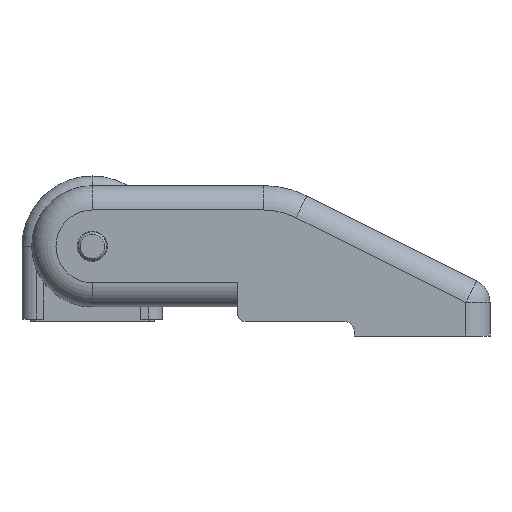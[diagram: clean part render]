
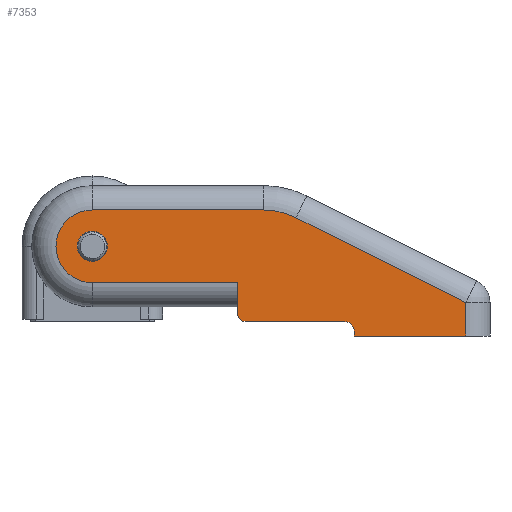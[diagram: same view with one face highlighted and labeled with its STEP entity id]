
A CAD part, front view. The second image highlights one B-rep face of the part: STEP entity #7353.
In plain terms, the highlighted face is planar.
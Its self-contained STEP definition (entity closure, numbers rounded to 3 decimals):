
#261 = CARTESIAN_POINT ( 'NONE',  ( -30., 14., 79. ) ) ;
#284 = CARTESIAN_POINT ( 'NONE',  ( -54., 18.5, 79. ) ) ;
#306 = CARTESIAN_POINT ( 'NONE',  ( 0., -7.5, 79. ) ) ;
#371 = CARTESIAN_POINT ( 'NONE',  ( 3.1, 0., 79. ) ) ;
#372 = CARTESIAN_POINT ( 'NONE',  ( -52., 15.5, 79. ) ) ;
#374 = CARTESIAN_POINT ( 'NONE',  ( -41.987, -5.916, 79. ) ) ;
#386 = CARTESIAN_POINT ( 'NONE',  ( -3.1, 0., 79. ) ) ;
#394 = CARTESIAN_POINT ( 'NONE',  ( -30., 7.5, 79. ) ) ;
#396 = CARTESIAN_POINT ( 'NONE',  ( -77., 18.5, 79. ) ) ;
#773 = CARTESIAN_POINT ( 'NONE',  ( -77., 11.59, 79. ) ) ;
#839 = CARTESIAN_POINT ( 'NONE',  ( -35.279, -7.5, 79. ) ) ;
#900 = CARTESIAN_POINT ( 'NONE',  ( -31.5, 15.5, 79. ) ) ;
#921 = CARTESIAN_POINT ( 'NONE',  ( 0., 7.5, 79. ) ) ;
#924 = CARTESIAN_POINT ( 'NONE',  ( -54., 17.5, 79. ) ) ;
#1232 = AXIS2_PLACEMENT_3D ( 'NONE', #5239, #5240, #5241 ) ;
#1326 = EDGE_CURVE ( 'NONE', #3953, #8223, #1652, .T. ) ;
#1336 = EDGE_CURVE ( 'NONE', #8120, #3953, #7440, .T. ) ;
#1358 = CARTESIAN_POINT ( 'NONE',  ( 0., 0., 79. ) ) ;
#1359 = DIRECTION ( 'NONE',  ( 0., 0., 1. ) ) ;
#1360 = DIRECTION ( 'NONE',  ( -1., 0., 0. ) ) ;
#1501 = CARTESIAN_POINT ( 'NONE',  ( -30., 14., 79. ) ) ;
#1502 = DIRECTION ( 'NONE',  ( 0., 1., 0. ) ) ;
#1652 = LINE ( 'NONE', #4902, #7097 ) ;
#1749 = LINE ( 'NONE', #3534, #6952 ) ;
#1759 = LINE ( 'NONE', #3450, #6998 ) ;
#1760 = LINE ( 'NONE', #3540, #6971 ) ;
#1998 = EDGE_CURVE ( 'NONE', #8223, #3962, #6945, .T. ) ;
#1999 = EDGE_CURVE ( 'NONE', #8237, #8222, #7021, .T. ) ;
#2002 = EDGE_CURVE ( 'NONE', #8143, #8247, #1749, .T. ) ;
#2009 = EDGE_CURVE ( 'NONE', #3962, #8143, #1760, .T. ) ;
#2012 = EDGE_CURVE ( 'NONE', #3964, #8245, #1759, .T. ) ;
#2121 = CIRCLE ( 'NONE', #2123, 3.1 ) ;
#2123 = AXIS2_PLACEMENT_3D ( 'NONE', #6289, #6302, #6251 ) ;
#2779 = EDGE_LOOP ( 'NONE', ( #6027, #6052 ) ) ;
#2874 = EDGE_LOOP ( 'NONE', ( #5976, #4200, #6054, #5926, #4201, #4202, #4203, #4204, #4206, #4205, #4207, #4208 ) ) ;
#3414 = DIRECTION ( 'NONE',  ( 0., 1., 0. ) ) ;
#3436 = DIRECTION ( 'NONE',  ( 0., 0., -1. ) ) ;
#3450 = CARTESIAN_POINT ( 'NONE',  ( -35.279, 7.5, 79. ) ) ;
#3453 = DIRECTION ( 'NONE',  ( -1., 0., 0. ) ) ;
#3468 = DIRECTION ( 'NONE',  ( 0., 0., -1. ) ) ;
#3502 = CARTESIAN_POINT ( 'NONE',  ( 0., 0., 79. ) ) ;
#3505 = DIRECTION ( 'NONE',  ( 1., 0., 0. ) ) ;
#3532 = DIRECTION ( 'NONE',  ( -1., 0., 0. ) ) ;
#3534 = CARTESIAN_POINT ( 'NONE',  ( -82., 18.5, 79. ) ) ;
#3540 = CARTESIAN_POINT ( 'NONE',  ( -54., 18.5, 79. ) ) ;
#3580 = CARTESIAN_POINT ( 'NONE',  ( -52., 17.5, 79. ) ) ;
#3584 = DIRECTION ( 'NONE',  ( -1., 0., 0. ) ) ;
#3873 = LINE ( 'NONE', #6929, #7630 ) ;
#3874 = LINE ( 'NONE', #6931, #7632 ) ;
#3875 = LINE ( 'NONE', #6936, #7634 ) ;
#3899 = LINE ( 'NONE', #1501, #7495 ) ;
#3953 = VERTEX_POINT ( 'NONE', #900 ) ;
#3962 = VERTEX_POINT ( 'NONE', #924 ) ;
#3964 = VERTEX_POINT ( 'NONE', #921 ) ;
#3979 = VERTEX_POINT ( 'NONE', #773 ) ;
#3987 = VERTEX_POINT ( 'NONE', #839 ) ;
#4200 = ORIENTED_EDGE ( 'NONE', *, *, #7271, .T. ) ;
#4201 = ORIENTED_EDGE ( 'NONE', *, *, #1998, .T. ) ;
#4202 = ORIENTED_EDGE ( 'NONE', *, *, #2009, .T. ) ;
#4203 = ORIENTED_EDGE ( 'NONE', *, *, #2002, .T. ) ;
#4204 = ORIENTED_EDGE ( 'NONE', *, *, #7218, .T. ) ;
#4205 = ORIENTED_EDGE ( 'NONE', *, *, #7220, .T. ) ;
#4206 = ORIENTED_EDGE ( 'NONE', *, *, #7219, .T. ) ;
#4207 = ORIENTED_EDGE ( 'NONE', *, *, #7221, .T. ) ;
#4208 = ORIENTED_EDGE ( 'NONE', *, *, #7222, .T. ) ;
#4836 = DIRECTION ( 'NONE',  ( -1., 0., 0. ) ) ;
#4842 = DIRECTION ( 'NONE',  ( -1., 0., 0. ) ) ;
#4852 = DIRECTION ( 'NONE',  ( 0., 0., 1. ) ) ;
#4857 = CARTESIAN_POINT ( 'NONE',  ( -31.5, 14., 79. ) ) ;
#4902 = CARTESIAN_POINT ( 'NONE',  ( -52., 15.5, 79. ) ) ;
#5238 = PLANE ( 'NONE',  #1232 ) ;
#5239 = CARTESIAN_POINT ( 'NONE',  ( -35.279, 7.5, 79. ) ) ;
#5240 = DIRECTION ( 'NONE',  ( 0., 0., -1. ) ) ;
#5241 = DIRECTION ( 'NONE',  ( -1., 0., 0. ) ) ;
#5521 = FACE_BOUND ( 'NONE', #2779, .T. ) ;
#5522 = FACE_OUTER_BOUND ( 'NONE', #2874, .T. ) ;
#5926 = ORIENTED_EDGE ( 'NONE', *, *, #1326, .T. ) ;
#5976 = ORIENTED_EDGE ( 'NONE', *, *, #2012, .T. ) ;
#6027 = ORIENTED_EDGE ( 'NONE', *, *, #1999, .T. ) ;
#6052 = ORIENTED_EDGE ( 'NONE', *, *, #7114, .T. ) ;
#6054 = ORIENTED_EDGE ( 'NONE', *, *, #1336, .T. ) ;
#6251 = DIRECTION ( 'NONE',  ( -1., 0., 0. ) ) ;
#6289 = CARTESIAN_POINT ( 'NONE',  ( 0., 0., 79. ) ) ;
#6302 = DIRECTION ( 'NONE',  ( 0., 0., -1. ) ) ;
#6929 = CARTESIAN_POINT ( 'NONE',  ( -77., 7.5, 79. ) ) ;
#6930 = DIRECTION ( 'NONE',  ( 0., -1., 0. ) ) ;
#6931 = CARTESIAN_POINT ( 'NONE',  ( -41.987, -5.916, 79. ) ) ;
#6932 = DIRECTION ( 'NONE',  ( 0.894, -0.447, 0. ) ) ;
#6933 = CARTESIAN_POINT ( 'NONE',  ( -35.279, 7.5, 79. ) ) ;
#6934 = DIRECTION ( 'NONE',  ( 0., 0., 1. ) ) ;
#6935 = DIRECTION ( 'NONE',  ( -1., 0., 0. ) ) ;
#6936 = CARTESIAN_POINT ( 'NONE',  ( -35.279, -7.5, 79. ) ) ;
#6937 = DIRECTION ( 'NONE',  ( 1., 0., 0. ) ) ;
#6945 = CIRCLE ( 'NONE', #6956, 2. ) ;
#6952 = VECTOR ( 'NONE', #3453, 1000. ) ;
#6956 = AXIS2_PLACEMENT_3D ( 'NONE', #3580, #3468, #3505 ) ;
#6971 = VECTOR ( 'NONE', #3414, 1000. ) ;
#6989 = AXIS2_PLACEMENT_3D ( 'NONE', #3502, #3436, #3584 ) ;
#6998 = VECTOR ( 'NONE', #3532, 1000. ) ;
#7021 = CIRCLE ( 'NONE', #6989, 3.1 ) ;
#7097 = VECTOR ( 'NONE', #4842, 1000. ) ;
#7114 = EDGE_CURVE ( 'NONE', #8222, #8237, #2121, .T. ) ;
#7218 = EDGE_CURVE ( 'NONE', #8247, #3979, #3873, .T. ) ;
#7219 = EDGE_CURVE ( 'NONE', #3979, #8225, #3874, .T. ) ;
#7220 = EDGE_CURVE ( 'NONE', #8225, #3987, #7600, .T. ) ;
#7221 = EDGE_CURVE ( 'NONE', #3987, #8165, #3875, .T. ) ;
#7222 = EDGE_CURVE ( 'NONE', #8165, #3964, #7598, .T. ) ;
#7271 = EDGE_CURVE ( 'NONE', #8245, #8120, #3899, .T. ) ;
#7353 = ADVANCED_FACE ( 'NONE', ( #5521, #5522 ), #5238, .F. ) ;
#7440 = CIRCLE ( 'NONE', #7447, 1.5 ) ;
#7447 = AXIS2_PLACEMENT_3D ( 'NONE', #4857, #4852, #4836 ) ;
#7495 = VECTOR ( 'NONE', #1502, 1000. ) ;
#7598 = CIRCLE ( 'NONE', #7635, 7.5 ) ;
#7600 = CIRCLE ( 'NONE', #7633, 15. ) ;
#7630 = VECTOR ( 'NONE', #6930, 1000. ) ;
#7632 = VECTOR ( 'NONE', #6932, 1000. ) ;
#7633 = AXIS2_PLACEMENT_3D ( 'NONE', #6933, #6934, #6935 ) ;
#7634 = VECTOR ( 'NONE', #6937, 1000. ) ;
#7635 = AXIS2_PLACEMENT_3D ( 'NONE', #1358, #1359, #1360 ) ;
#8120 = VERTEX_POINT ( 'NONE', #261 ) ;
#8143 = VERTEX_POINT ( 'NONE', #284 ) ;
#8165 = VERTEX_POINT ( 'NONE', #306 ) ;
#8222 = VERTEX_POINT ( 'NONE', #371 ) ;
#8223 = VERTEX_POINT ( 'NONE', #372 ) ;
#8225 = VERTEX_POINT ( 'NONE', #374 ) ;
#8237 = VERTEX_POINT ( 'NONE', #386 ) ;
#8245 = VERTEX_POINT ( 'NONE', #394 ) ;
#8247 = VERTEX_POINT ( 'NONE', #396 ) ;
